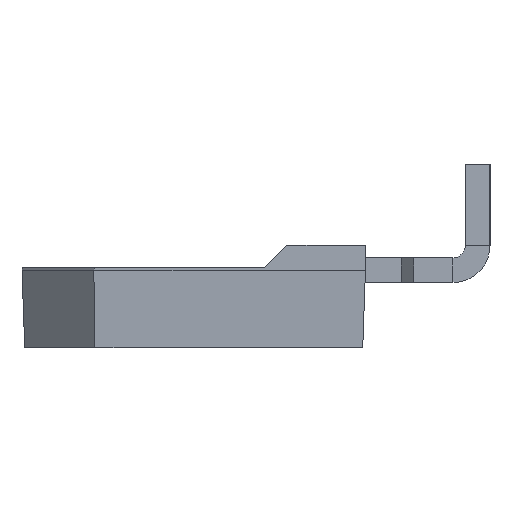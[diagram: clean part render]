
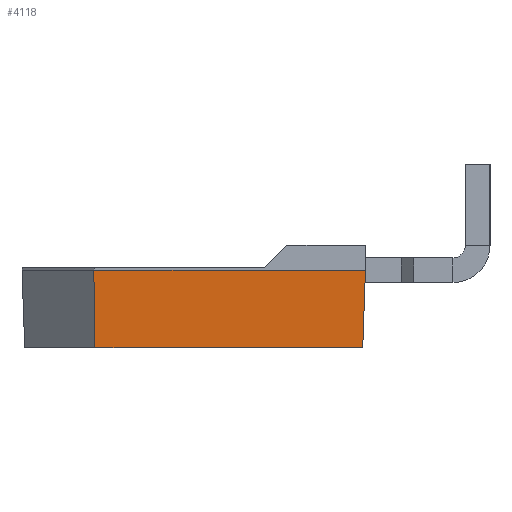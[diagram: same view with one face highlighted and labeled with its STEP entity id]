
A CAD part, left-side view. The second image highlights one B-rep face of the part: STEP entity #4118.
In plain terms, the highlighted planar face has unit normal (-0.999, 0, -0.035).
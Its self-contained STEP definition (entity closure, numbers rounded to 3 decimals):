
#346 = LINE ( 'NONE', #4596, #15167 ) ;
#647 = EDGE_LOOP ( 'NONE', ( #6230, #3894, #4697, #3101 ) ) ;
#944 = EDGE_CURVE ( 'NONE', #14074, #6930, #346, .T. ) ;
#1314 = CARTESIAN_POINT ( 'NONE',  ( -1.1, 15.75, -3.45 ) ) ;
#1364 = FACE_OUTER_BOUND ( 'NONE', #647, .T. ) ;
#1672 = CARTESIAN_POINT ( 'NONE',  ( -1.1, 15.8, -3.45 ) ) ;
#1816 = DIRECTION ( 'NONE',  ( 0.035, -0.014, -0.999 ) ) ;
#2776 = DIRECTION ( 'NONE',  ( 0., 1., 0. ) ) ;
#3049 = VECTOR ( 'NONE', #11486, 1000. ) ;
#3054 = DIRECTION ( 'NONE',  ( -0.999, 0., -0.035 ) ) ;
#3101 = ORIENTED_EDGE ( 'NONE', *, *, #12727, .F. ) ;
#3894 = ORIENTED_EDGE ( 'NONE', *, *, #7356, .F. ) ;
#4118 = ADVANCED_FACE ( 'NONE', ( #1364 ), #8836, .T. ) ;
#4596 = CARTESIAN_POINT ( 'NONE',  ( -1.222, 15.801, 0.046 ) ) ;
#4697 = ORIENTED_EDGE ( 'NONE', *, *, #10393, .F. ) ;
#5117 = CARTESIAN_POINT ( 'NONE',  ( -1.1, 3.82, -3.45 ) ) ;
#5301 = AXIS2_PLACEMENT_3D ( 'NONE', #12988, #3054, #2776 ) ;
#6051 = VERTEX_POINT ( 'NONE', #5117 ) ;
#6230 = ORIENTED_EDGE ( 'NONE', *, *, #944, .T. ) ;
#6812 = CARTESIAN_POINT ( 'NONE',  ( -1.22, 3.7, 0. ) ) ;
#6848 = CARTESIAN_POINT ( 'NONE',  ( -1.22, 15.8, 0. ) ) ;
#6928 = DIRECTION ( 'NONE',  ( 0.035, 0.035, -0.999 ) ) ;
#6930 = VERTEX_POINT ( 'NONE', #1314 ) ;
#7356 = EDGE_CURVE ( 'NONE', #6051, #6930, #15780, .T. ) ;
#7578 = VECTOR ( 'NONE', #15347, 1000. ) ;
#8836 = PLANE ( 'NONE',  #5301 ) ;
#9556 = LINE ( 'NONE', #11149, #11916 ) ;
#10393 = EDGE_CURVE ( 'NONE', #17978, #6051, #9556, .T. ) ;
#10933 = LINE ( 'NONE', #6812, #7578 ) ;
#11149 = CARTESIAN_POINT ( 'NONE',  ( -1.201, 3.719, -0.533 ) ) ;
#11486 = DIRECTION ( 'NONE',  ( 0., 1., 0. ) ) ;
#11916 = VECTOR ( 'NONE', #6928, 1000. ) ;
#12727 = EDGE_CURVE ( 'NONE', #14074, #17978, #10933, .T. ) ;
#12988 = CARTESIAN_POINT ( 'NONE',  ( -1.22, 19., 0. ) ) ;
#14074 = VERTEX_POINT ( 'NONE', #6848 ) ;
#15167 = VECTOR ( 'NONE', #1816, 1000. ) ;
#15347 = DIRECTION ( 'NONE',  ( 0., -1., 0. ) ) ;
#15780 = LINE ( 'NONE', #1672, #3049 ) ;
#17430 = CARTESIAN_POINT ( 'NONE',  ( -1.22, 3.7, 0. ) ) ;
#17978 = VERTEX_POINT ( 'NONE', #17430 ) ;
